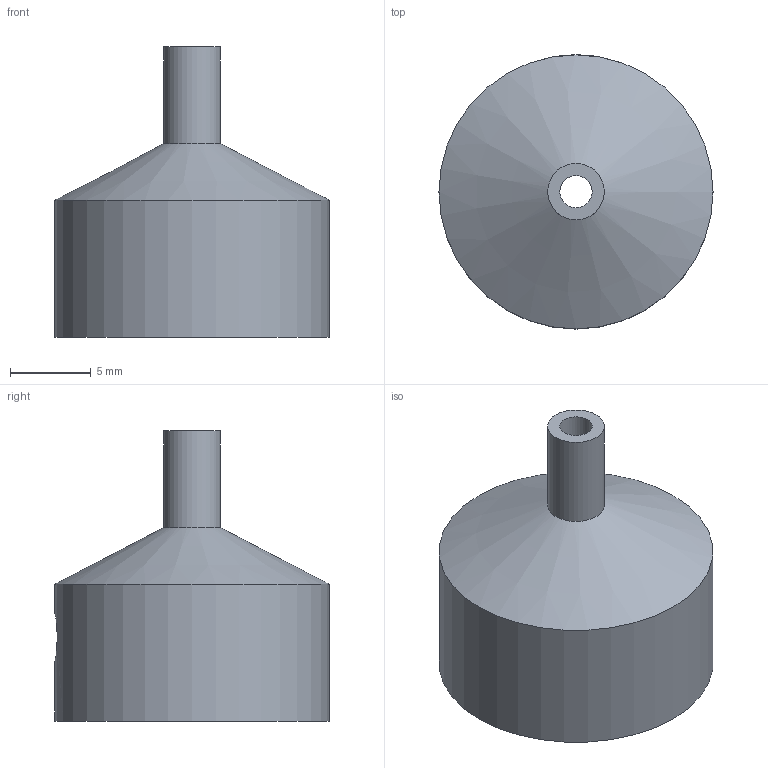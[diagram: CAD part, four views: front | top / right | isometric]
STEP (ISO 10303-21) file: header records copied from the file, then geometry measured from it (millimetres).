
FILE_DESCRIPTION(/* description */ (''),/* implementation_level */ '2;1');
FILE_NAME(/* name */ 'Valve support v7.step',/* time_stamp */ '2024-07-23T17:40:21+02:00',/* author */ (''),/* organization */ (''),/* preprocessor_version */ 'ST-DEVELOPER v20',/* originating_system */ 'Autodesk Translation Framework v13.14.0.145',/* authorisation */ '');
FILE_SCHEMA (('AUTOMOTIVE_DESIGN { 1 0 10303 214 3 1 1 }'));
Length unit declared in the file: millimetre
Products named in the file (1): Valve support
Bounding box: 17 x 17 x 18 mm (x, y, z)
Volume: 1713.2 mm3; surface area: 1334.5 mm2
Topology: 1 solids, 1 shells, 15 faces, 30 edges, 21 vertices
Faces by surface type: cylinder 8, plane 6, cone 1
Full cylindrical faces by diameter (mm): 2 x2, 3 x1, 3.5 x1, 8.3 x1, 8.6 x1, 9 x1, 17 x1
Entity records: 507 total; most frequent: CARTESIAN_POINT 139, DIRECTION 73, ORIENTED_EDGE 60, AXIS2_PLACEMENT_3D 32, EDGE_CURVE 30, EDGE_LOOP 23, VERTEX_POINT 21, CIRCLE 16
